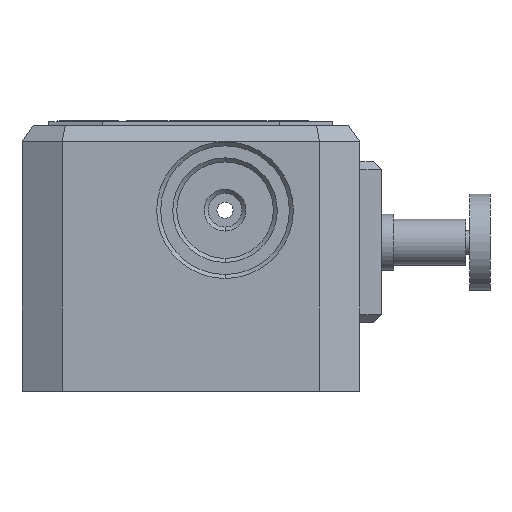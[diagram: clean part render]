
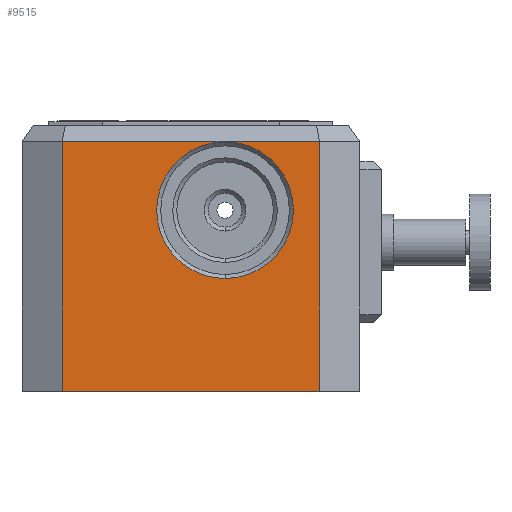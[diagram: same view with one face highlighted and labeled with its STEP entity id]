
A CAD part, front view. The second image highlights one B-rep face of the part: STEP entity #9515.
In plain terms, the highlighted planar face has unit normal (0, -1, 0).
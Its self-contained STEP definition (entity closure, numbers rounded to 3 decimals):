
#277 = ORIENTED_EDGE ( 'NONE', *, *, #6882, .T. ) ;
#407 = AXIS2_PLACEMENT_3D ( 'NONE', #3266, #8035, #7207 ) ;
#560 = CARTESIAN_POINT ( 'NONE',  ( 21., -21., 0. ) ) ;
#669 = DIRECTION ( 'NONE',  ( 0., 0., 1. ) ) ;
#1188 = CARTESIAN_POINT ( 'NONE',  ( 4.25, -21., 31. ) ) ;
#1412 = CARTESIAN_POINT ( 'NONE',  ( -16., -21., 33. ) ) ;
#1551 = ORIENTED_EDGE ( 'NONE', *, *, #4776, .T. ) ;
#1594 = VERTEX_POINT ( 'NONE', #1771 ) ;
#1599 = CARTESIAN_POINT ( 'NONE',  ( -16., -21., 31. ) ) ;
#1771 = CARTESIAN_POINT ( 'NONE',  ( 16., -21., 0. ) ) ;
#1789 = VECTOR ( 'NONE', #3430, 1000. ) ;
#2006 = DIRECTION ( 'NONE',  ( 1., 0., 0. ) ) ;
#2320 = CARTESIAN_POINT ( 'NONE',  ( 21., -21., 33. ) ) ;
#2381 = EDGE_CURVE ( 'NONE', #1594, #7123, #3742, .T. ) ;
#2400 = DIRECTION ( 'NONE',  ( 0., 1., 0. ) ) ;
#2675 = CIRCLE ( 'NONE', #5388, 8.5 ) ;
#3195 = EDGE_CURVE ( 'NONE', #9802, #8695, #7553, .T. ) ;
#3219 = LINE ( 'NONE', #560, #7784 ) ;
#3266 = CARTESIAN_POINT ( 'NONE',  ( 4.25, -21., 22.5 ) ) ;
#3430 = DIRECTION ( 'NONE',  ( -1., 0., 0. ) ) ;
#3742 = LINE ( 'NONE', #6359, #8328 ) ;
#3930 = LINE ( 'NONE', #9090, #8392 ) ;
#4108 = VERTEX_POINT ( 'NONE', #1599 ) ;
#4342 = DIRECTION ( 'NONE',  ( -1., 0., 0. ) ) ;
#4507 = ORIENTED_EDGE ( 'NONE', *, *, #6758, .T. ) ;
#4691 = PLANE ( 'NONE',  #9076 ) ;
#4776 = EDGE_CURVE ( 'NONE', #9949, #1594, #3219, .T. ) ;
#5388 = AXIS2_PLACEMENT_3D ( 'NONE', #8674, #2400, #7177 ) ;
#5528 = DIRECTION ( 'NONE',  ( 0., 0., -1. ) ) ;
#5572 = EDGE_CURVE ( 'NONE', #9802, #4108, #3930, .T. ) ;
#5622 = LINE ( 'NONE', #1412, #6610 ) ;
#5957 = CARTESIAN_POINT ( 'NONE',  ( 16., -21., 31. ) ) ;
#6287 = DIRECTION ( 'NONE',  ( 0., 0., 1. ) ) ;
#6359 = CARTESIAN_POINT ( 'NONE',  ( 16., -21., 33. ) ) ;
#6520 = CARTESIAN_POINT ( 'NONE',  ( 21., -21., 31. ) ) ;
#6565 = ORIENTED_EDGE ( 'NONE', *, *, #2381, .T. ) ;
#6610 = VECTOR ( 'NONE', #5528, 1000. ) ;
#6758 = EDGE_CURVE ( 'NONE', #8695, #9802, #2675, .T. ) ;
#6882 = EDGE_CURVE ( 'NONE', #7123, #9802, #9237, .T. ) ;
#7123 = VERTEX_POINT ( 'NONE', #5957 ) ;
#7177 = DIRECTION ( 'NONE',  ( 0., 0., 1. ) ) ;
#7197 = EDGE_LOOP ( 'NONE', ( #277, #10154, #4507, #7385, #8290, #1551, #6565 ) ) ;
#7207 = DIRECTION ( 'NONE',  ( 0., 0., 1. ) ) ;
#7385 = ORIENTED_EDGE ( 'NONE', *, *, #5572, .T. ) ;
#7471 = CARTESIAN_POINT ( 'NONE',  ( 4.25, -21., 14. ) ) ;
#7553 = CIRCLE ( 'NONE', #407, 8.5 ) ;
#7784 = VECTOR ( 'NONE', #2006, 1000. ) ;
#8035 = DIRECTION ( 'NONE',  ( 0., 1., 0. ) ) ;
#8290 = ORIENTED_EDGE ( 'NONE', *, *, #8357, .T. ) ;
#8328 = VECTOR ( 'NONE', #669, 1000. ) ;
#8357 = EDGE_CURVE ( 'NONE', #4108, #9949, #5622, .T. ) ;
#8392 = VECTOR ( 'NONE', #4342, 1000. ) ;
#8674 = CARTESIAN_POINT ( 'NONE',  ( 4.25, -21., 22.5 ) ) ;
#8695 = VERTEX_POINT ( 'NONE', #7471 ) ;
#9076 = AXIS2_PLACEMENT_3D ( 'NONE', #2320, #10246, #6287 ) ;
#9090 = CARTESIAN_POINT ( 'NONE',  ( 21., -21., 31. ) ) ;
#9237 = LINE ( 'NONE', #6520, #1789 ) ;
#9305 = FACE_OUTER_BOUND ( 'NONE', #7197, .T. ) ;
#9515 = ADVANCED_FACE ( 'NONE', ( #9305 ), #4691, .F. ) ;
#9802 = VERTEX_POINT ( 'NONE', #1188 ) ;
#9949 = VERTEX_POINT ( 'NONE', #10194 ) ;
#10154 = ORIENTED_EDGE ( 'NONE', *, *, #3195, .T. ) ;
#10194 = CARTESIAN_POINT ( 'NONE',  ( -16., -21., 0. ) ) ;
#10246 = DIRECTION ( 'NONE',  ( 0., 1., 0. ) ) ;
